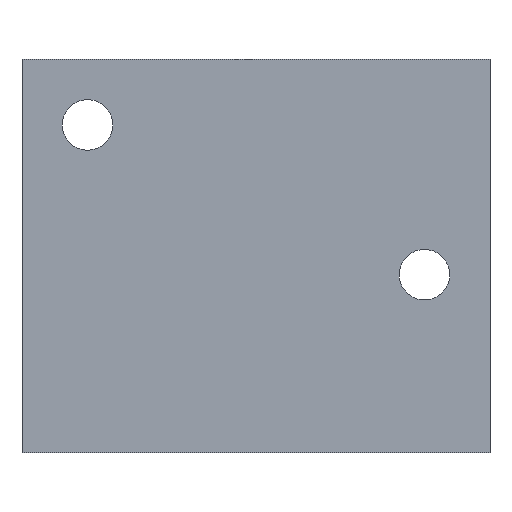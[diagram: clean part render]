
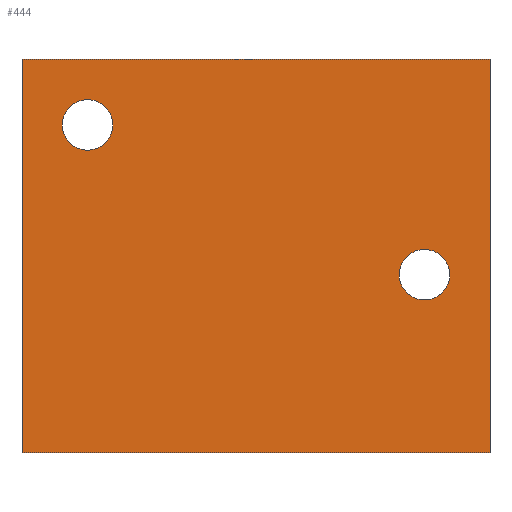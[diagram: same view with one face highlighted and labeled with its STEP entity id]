
A CAD part, front view. The second image highlights one B-rep face of the part: STEP entity #444.
In plain terms, the highlighted planar face has unit normal (0, -1, 0).
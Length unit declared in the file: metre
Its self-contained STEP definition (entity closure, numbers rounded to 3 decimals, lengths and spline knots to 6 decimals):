
#15=LINE('',#670,#54);
#16=LINE('',#673,#55);
#17=LINE('',#675,#56);
#18=LINE('',#677,#57);
#54=VECTOR('',#543,1.);
#55=VECTOR('',#544,1.);
#56=VECTOR('',#545,1.);
#57=VECTOR('',#546,1.);
#106=ORIENTED_EDGE('',*,*,#220,.T.);
#107=ORIENTED_EDGE('',*,*,#221,.T.);
#108=ORIENTED_EDGE('',*,*,#222,.F.);
#109=ORIENTED_EDGE('',*,*,#223,.T.);
#110=ORIENTED_EDGE('',*,*,#224,.F.);
#111=ORIENTED_EDGE('',*,*,#225,.F.);
#220=EDGE_CURVE('',#278,#278,#322,.T.);
#221=EDGE_CURVE('',#279,#279,#323,.T.);
#222=EDGE_CURVE('',#280,#281,#15,.T.);
#223=EDGE_CURVE('',#280,#282,#16,.T.);
#224=EDGE_CURVE('',#283,#282,#17,.T.);
#225=EDGE_CURVE('',#281,#283,#18,.T.);
#278=VERTEX_POINT('',#666);
#279=VERTEX_POINT('',#669);
#280=VERTEX_POINT('',#671);
#281=VERTEX_POINT('',#672);
#282=VERTEX_POINT('',#674);
#283=VERTEX_POINT('',#676);
#322=CIRCLE('',#486,0.00135);
#323=CIRCLE('',#488,0.00135);
#342=EDGE_LOOP('',(#106));
#343=EDGE_LOOP('',(#107));
#344=EDGE_LOOP('',(#108,#109,#110,#111));
#385=FACE_BOUND('',#342,.T.);
#386=FACE_BOUND('',#343,.T.);
#387=FACE_BOUND('',#344,.T.);
#426=PLANE('',#487);
#444=ADVANCED_FACE('',(#385,#386,#387),#426,.T.);
#486=AXIS2_PLACEMENT_3D('',#665,#537,#538);
#487=AXIS2_PLACEMENT_3D('',#667,#539,#540);
#488=AXIS2_PLACEMENT_3D('',#668,#541,#542);
#537=DIRECTION('',(0.,1.,0.));
#538=DIRECTION('',(1.,0.,0.));
#539=DIRECTION('',(0.,-1.,0.));
#540=DIRECTION('',(1.,0.,0.));
#541=DIRECTION('',(0.,1.,0.));
#542=DIRECTION('',(1.,0.,0.));
#543=DIRECTION('',(-1.,0.,0.));
#544=DIRECTION('',(0.,0.,1.));
#545=DIRECTION('',(1.,0.,0.));
#546=DIRECTION('',(0.,0.,1.));
#665=CARTESIAN_POINT('',(0.009,-0.011,0.0095));
#666=CARTESIAN_POINT('',(0.01035,-0.011,0.0095));
#667=CARTESIAN_POINT('',(-0.0125,-0.011,0.));
#668=CARTESIAN_POINT('',(-0.009,-0.011,0.0175));
#669=CARTESIAN_POINT('',(-0.00765,-0.011,0.0175));
#670=CARTESIAN_POINT('',(0.0125,-0.011,0.));
#671=CARTESIAN_POINT('',(0.0125,-0.011,0.));
#672=CARTESIAN_POINT('',(-0.0125,-0.011,0.));
#673=CARTESIAN_POINT('',(0.0125,-0.011,0.));
#674=CARTESIAN_POINT('',(0.0125,-0.011,0.021));
#675=CARTESIAN_POINT('',(-0.0125,-0.011,0.021));
#676=CARTESIAN_POINT('',(-0.0125,-0.011,0.021));
#677=CARTESIAN_POINT('',(-0.0125,-0.011,0.));
